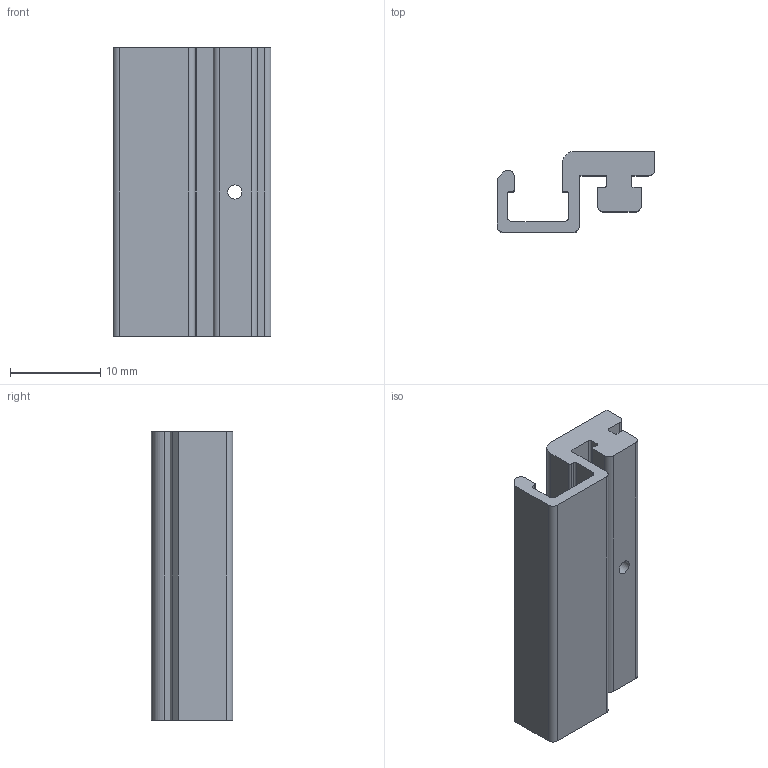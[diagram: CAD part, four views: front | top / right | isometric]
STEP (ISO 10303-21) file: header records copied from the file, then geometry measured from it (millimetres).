
FILE_DESCRIPTION( ( 'STEP AP203' ), '1' );
FILE_NAME( 'SICK BEF-KHZ-TT1-Order no.2046439 (T-Nut).stp', '2018-12-17T14:45:27', ( '' ), ( '' ), ' ', 'PARTsolutions', ' ' );
FILE_SCHEMA( ( 'CONFIG_CONTROL_DESIGN' ) );
Length unit declared in the file: millimetre
Products named in the file (1): _SICK BEF-KHZ-TT1-Order no.2046439 (T-Nut)
Bounding box: 17.5 x 9 x 32 mm (x, y, z)
Volume: 2189.1 mm3; surface area: 2599.7 mm2
Topology: 1 solids, 1 shells, 47 faces, 132 edges, 88 vertices
Faces by surface type: plane 25, cylinder 22
Full cylindrical faces by diameter (mm): 1.567 x1, 4.4 x1
Entity records: 1568 total; most frequent: DIRECTION 270, CARTESIAN_POINT 266, ORIENTED_EDGE 260, EDGE_CURVE 130, AXIS2_PLACEMENT_3D 92, VERTEX_POINT 88, LINE 86, VECTOR 86
